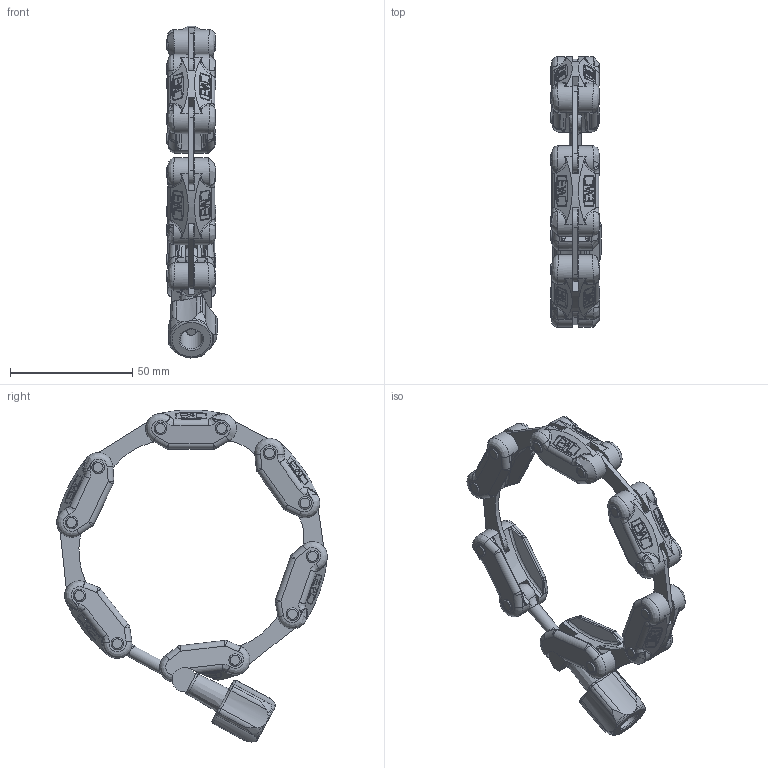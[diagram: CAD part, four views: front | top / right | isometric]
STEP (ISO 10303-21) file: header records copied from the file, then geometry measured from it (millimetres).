
FILE_DESCRIPTION(/* description */ (''),/* implementation_level */ '2;1');
FILE_NAME(/* name */ '30.063015.111.563',/* time_stamp */ '2018-07-16T09:13:25+02:00',/* author */ ('Murat Coskun Bicak'),/* organization */ ('Evac AG'),/* preprocessor_version */ 'ST-DEVELOPER v16.7',/* originating_system */ 'DEX',/* authorisation */ $);
FILE_SCHEMA (('AUTOMOTIVE_DESIGN {1 0 10303 214 3 1 1}'));
Length unit declared in the file: millimetre
Products named in the file (11): 30.063015.111.563; 03.231.004-AL; 03.231.005-AL; 03.231.006-AL; 03.031.022-IX; 03.031.030-IX; 03.020.008-IXMY; 03.036.003-AL; 03.034.001-IX; 03.033.003-GTX; 00.1105.00-BZ
Assembly tree (26 placements, depth 2):
  30.063015.111.563
    03.231.004-AL  x4
    03.231.005-AL
    03.231.006-AL
    03.031.022-IX  x2
    03.031.030-IX  x3
    03.020.008-IXMY  x11
    03.036.003-AL
    03.034.001-IX
    03.033.003-GTX
    00.1105.00-BZ
Bounding box: 20.48 x 110.46 x 135.53 mm (x, y, z)
Volume: 46446.9 mm3; surface area: 32848.6 mm2
Topology: 26 solids, 26 shells, 3013 faces, 7513 edges, 4452 vertices
Faces by surface type: cylinder 1372, plane 847, sphere 385, torus 242, bspline 154, cone 13
Full cylindrical faces by diameter (mm): 5 x25, 5.1 x22, 5.2 x1, 5.3 x1, 9 x1, 10 x1
Entity records: 45472 total; most frequent: CARTESIAN_POINT 11769, DIRECTION 7216, ORIENTED_EDGE 6840, EDGE_CURVE 3420, AXIS2_PLACEMENT_3D 2811, VERTEX_POINT 2068, LINE 1594, VECTOR 1594
